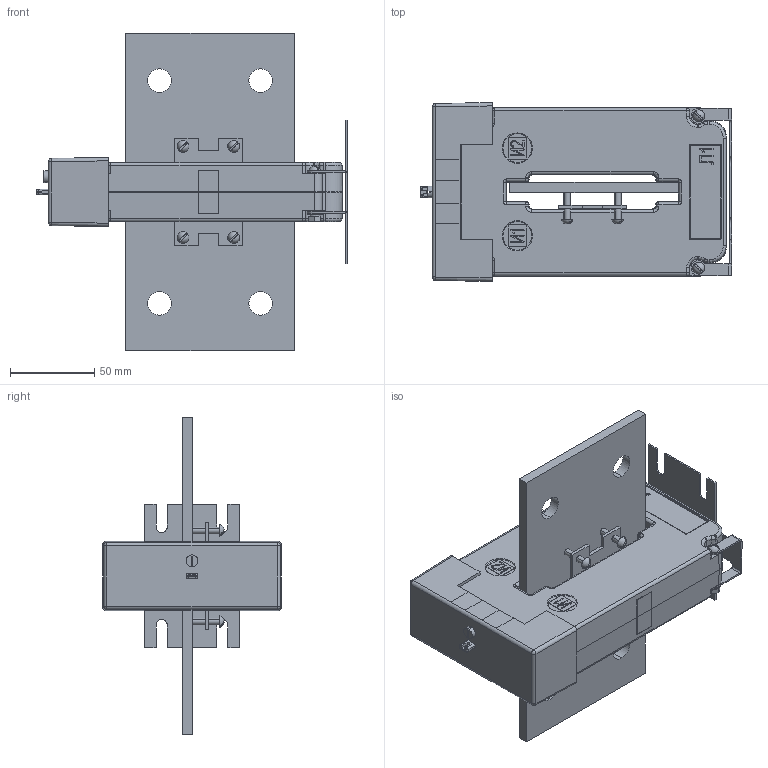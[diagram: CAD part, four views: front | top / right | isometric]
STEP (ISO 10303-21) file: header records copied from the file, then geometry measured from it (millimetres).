
FILE_DESCRIPTION (( 'STEP AP203' ), '1' );
FILE_NAME ('ÒØÏ-0,66 îêíî 103õ11.STEP', '2022-07-28T10:16:34', ( '' ), ( '' ), 'SwSTEP 2.0', 'SolidWorks 2010', '' );
FILE_SCHEMA (( 'CONFIG_CONTROL_DESIGN' ));
Length unit declared in the file: millimetre
Products named in the file (1): ÒØÏ-0,66 îêíî 103õ11
Bounding box: 184.43 x 106 x 188 mm (x, y, z)
Surface area: 123720.2 mm2 (no closed solid volume)
Topology: 0 solids, 68 shells, 608 faces, 2319 edges, 1720 vertices
Faces by surface type: plane 289, cylinder 199, bspline 58, sphere 40, cone 12, torus 10
Entity records: 27742 total; most frequent: CARTESIAN_POINT 9489, DIRECTION 3507, ORIENTED_EDGE 3452, EDGE_CURVE 2311, VERTEX_POINT 1716, VECTOR 1311, LINE 1311, AXIS2_PLACEMENT_3D 1098
